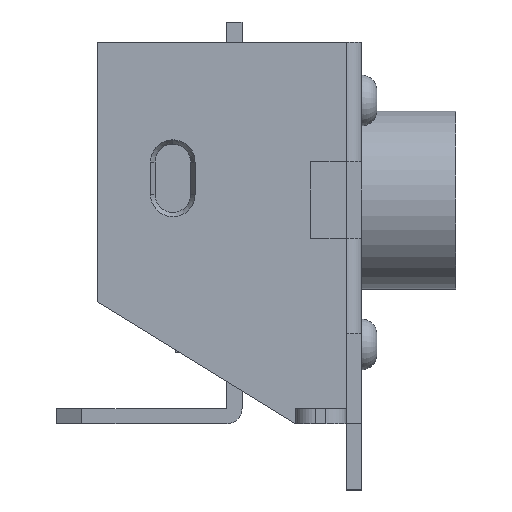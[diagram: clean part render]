
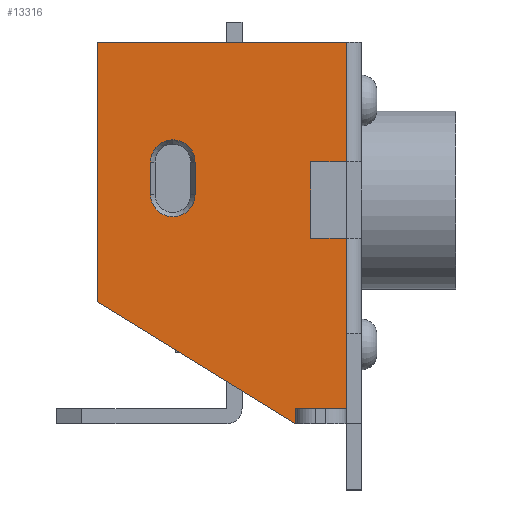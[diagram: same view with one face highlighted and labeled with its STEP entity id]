
A CAD part, left-side view. The second image highlights one B-rep face of the part: STEP entity #13316.
In plain terms, the highlighted planar face has unit normal (-1, 0, 0).
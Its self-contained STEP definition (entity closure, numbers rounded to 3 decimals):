
#196 = DIRECTION ( 'NONE',  ( 0., -0.852, -0.524 ) ) ;
#408 = VECTOR ( 'NONE', #3527, 1000. ) ;
#730 = CARTESIAN_POINT ( 'NONE',  ( -3.55, -0.675, -7.4 ) ) ;
#769 = DIRECTION ( 'NONE',  ( 0., 0., 1. ) ) ;
#903 = VERTEX_POINT ( 'NONE', #3169 ) ;
#1137 = LINE ( 'NONE', #17932, #10449 ) ;
#1202 = DIRECTION ( 'NONE',  ( 1., 0., 0. ) ) ;
#1530 = ORIENTED_EDGE ( 'NONE', *, *, #2439, .F. ) ;
#1563 = ORIENTED_EDGE ( 'NONE', *, *, #2681, .T. ) ;
#1758 = CARTESIAN_POINT ( 'NONE',  ( -3.55, 2.171, -2.893 ) ) ;
#1956 = LINE ( 'NONE', #1758, #3996 ) ;
#1960 = CARTESIAN_POINT ( 'NONE',  ( -3.55, 3.225, -5. ) ) ;
#2046 = CARTESIAN_POINT ( 'NONE',  ( -3.55, 3.225, 0.1 ) ) ;
#2112 = DIRECTION ( 'NONE',  ( 0., 0., 1. ) ) ;
#2439 = EDGE_CURVE ( 'NONE', #4618, #3291, #16962, .T. ) ;
#2681 = EDGE_CURVE ( 'NONE', #7602, #3463, #1137, .T. ) ;
#2969 = DIRECTION ( 'NONE',  ( 0., 1., 0. ) ) ;
#3137 = VERTEX_POINT ( 'NONE', #4218 ) ;
#3168 = EDGE_CURVE ( 'NONE', #19169, #7280, #15341, .T. ) ;
#3169 = CARTESIAN_POINT ( 'NONE',  ( -3.55, -0.675, -7.4 ) ) ;
#3178 = CARTESIAN_POINT ( 'NONE',  ( -3.55, -1.675, 0.1 ) ) ;
#3226 = DIRECTION ( 'NONE',  ( 0., 0., -1. ) ) ;
#3291 = VERTEX_POINT ( 'NONE', #17239 ) ;
#3298 = CARTESIAN_POINT ( 'NONE',  ( -3.55, -0.975, -2.25 ) ) ;
#3463 = VERTEX_POINT ( 'NONE', #17034 ) ;
#3527 = DIRECTION ( 'NONE',  ( 0., -1., 0. ) ) ;
#3534 = VERTEX_POINT ( 'NONE', #11197 ) ;
#3600 = VERTEX_POINT ( 'NONE', #14400 ) ;
#3688 = LINE ( 'NONE', #730, #12685 ) ;
#3996 = VECTOR ( 'NONE', #3226, 1000. ) ;
#4031 = EDGE_CURVE ( 'NONE', #17582, #7602, #6056, .T. ) ;
#4062 = DIRECTION ( 'NONE',  ( -1., 0., 0. ) ) ;
#4084 = VECTOR ( 'NONE', #18526, 1000. ) ;
#4218 = CARTESIAN_POINT ( 'NONE',  ( -3.55, -1.675, -3.75 ) ) ;
#4261 = CARTESIAN_POINT ( 'NONE',  ( -3.55, -1.975, 0.1 ) ) ;
#4277 = EDGE_CURVE ( 'NONE', #7280, #17582, #5439, .T. ) ;
#4356 = FACE_BOUND ( 'NONE', #18450, .T. ) ;
#4574 = VECTOR ( 'NONE', #6597, 1000. ) ;
#4618 = VERTEX_POINT ( 'NONE', #19319 ) ;
#4811 = EDGE_CURVE ( 'NONE', #15799, #4618, #16814, .T. ) ;
#4854 = CARTESIAN_POINT ( 'NONE',  ( -3.55, -0.675, -7.1 ) ) ;
#5045 = ORIENTED_EDGE ( 'NONE', *, *, #16021, .F. ) ;
#5439 = LINE ( 'NONE', #19365, #18682 ) ;
#5634 = EDGE_CURVE ( 'NONE', #3137, #9905, #16946, .T. ) ;
#6003 = AXIS2_PLACEMENT_3D ( 'NONE', #13895, #10888, #12104 ) ;
#6056 = LINE ( 'NONE', #19676, #8739 ) ;
#6109 = CARTESIAN_POINT ( 'NONE',  ( -3.55, 2.171, -2.253 ) ) ;
#6312 = CIRCLE ( 'NONE', #6003, 0.436 ) ;
#6397 = CARTESIAN_POINT ( 'NONE',  ( -3.55, -1.975, -3.75 ) ) ;
#6597 = DIRECTION ( 'NONE',  ( 0., 1., 0. ) ) ;
#6658 = CARTESIAN_POINT ( 'NONE',  ( -3.55, 1.735, -2.893 ) ) ;
#6668 = VERTEX_POINT ( 'NONE', #6109 ) ;
#6708 = AXIS2_PLACEMENT_3D ( 'NONE', #11695, #4062, #16713 ) ;
#6881 = CARTESIAN_POINT ( 'NONE',  ( -3.55, -1.675, 0.1 ) ) ;
#6885 = ORIENTED_EDGE ( 'NONE', *, *, #17090, .T. ) ;
#7256 = DIRECTION ( 'NONE',  ( 0., 0., -1. ) ) ;
#7280 = VERTEX_POINT ( 'NONE', #14569 ) ;
#7540 = FACE_OUTER_BOUND ( 'NONE', #17666, .T. ) ;
#7602 = VERTEX_POINT ( 'NONE', #2046 ) ;
#7757 = EDGE_CURVE ( 'NONE', #16491, #3137, #9459, .T. ) ;
#8230 = ORIENTED_EDGE ( 'NONE', *, *, #19612, .T. ) ;
#8739 = VECTOR ( 'NONE', #2969, 1000. ) ;
#9215 = EDGE_CURVE ( 'NONE', #6668, #15799, #1956, .T. ) ;
#9230 = LINE ( 'NONE', #9535, #10953 ) ;
#9459 = LINE ( 'NONE', #3178, #14352 ) ;
#9535 = CARTESIAN_POINT ( 'NONE',  ( -3.55, -1.675, 0.1 ) ) ;
#9905 = VERTEX_POINT ( 'NONE', #10224 ) ;
#10224 = CARTESIAN_POINT ( 'NONE',  ( -3.55, -0.975, -3.75 ) ) ;
#10308 = ORIENTED_EDGE ( 'NONE', *, *, #10377, .T. ) ;
#10334 = ORIENTED_EDGE ( 'NONE', *, *, #7757, .T. ) ;
#10356 = PLANE ( 'NONE',  #18488 ) ;
#10377 = EDGE_CURVE ( 'NONE', #903, #12618, #3688, .T. ) ;
#10449 = VECTOR ( 'NONE', #11919, 1000. ) ;
#10600 = EDGE_CURVE ( 'NONE', #3291, #3600, #6312, .T. ) ;
#10716 = LINE ( 'NONE', #13918, #4084 ) ;
#10888 = DIRECTION ( 'NONE',  ( -1., 0., 0. ) ) ;
#10953 = VECTOR ( 'NONE', #17093, 1000. ) ;
#10961 = ORIENTED_EDGE ( 'NONE', *, *, #4811, .F. ) ;
#11018 = DIRECTION ( 'NONE',  ( 0., 0., 1. ) ) ;
#11021 = DIRECTION ( 'NONE',  ( 0., -1., 0. ) ) ;
#11093 = DIRECTION ( 'NONE',  ( 0., 0., 1. ) ) ;
#11197 = CARTESIAN_POINT ( 'NONE',  ( -3.55, -1.675, -7.1 ) ) ;
#11523 = CARTESIAN_POINT ( 'NONE',  ( -3.55, 2.171, -2.893 ) ) ;
#11695 = CARTESIAN_POINT ( 'NONE',  ( -3.55, 1.735, -2.253 ) ) ;
#11919 = DIRECTION ( 'NONE',  ( 0., 0., -1. ) ) ;
#11994 = AXIS2_PLACEMENT_3D ( 'NONE', #6658, #15896, #18790 ) ;
#12103 = ORIENTED_EDGE ( 'NONE', *, *, #5634, .T. ) ;
#12104 = DIRECTION ( 'NONE',  ( 0., 0., 1. ) ) ;
#12388 = CARTESIAN_POINT ( 'NONE',  ( -3.55, -1.675, -5.627 ) ) ;
#12618 = VERTEX_POINT ( 'NONE', #4854 ) ;
#12685 = VECTOR ( 'NONE', #2112, 1000. ) ;
#12941 = ORIENTED_EDGE ( 'NONE', *, *, #18589, .T. ) ;
#13095 = CIRCLE ( 'NONE', #6708, 0.436 ) ;
#13316 = ADVANCED_FACE ( 'NONE', ( #4356, #7540 ), #10356, .F. ) ;
#13895 = CARTESIAN_POINT ( 'NONE',  ( -3.55, 1.735, -2.253 ) ) ;
#13918 = CARTESIAN_POINT ( 'NONE',  ( -3.55, -0.975, 0.1 ) ) ;
#14352 = VECTOR ( 'NONE', #11093, 1000. ) ;
#14400 = CARTESIAN_POINT ( 'NONE',  ( -3.55, 1.735, -1.816 ) ) ;
#14555 = LINE ( 'NONE', #17468, #408 ) ;
#14569 = CARTESIAN_POINT ( 'NONE',  ( -3.55, -1.675, -2.25 ) ) ;
#14720 = EDGE_CURVE ( 'NONE', #19169, #9905, #10716, .T. ) ;
#15340 = CARTESIAN_POINT ( 'NONE',  ( -3.55, 1.298, -2.893 ) ) ;
#15341 = LINE ( 'NONE', #16771, #16122 ) ;
#15799 = VERTEX_POINT ( 'NONE', #11523 ) ;
#15896 = DIRECTION ( 'NONE',  ( -1., 0., 0. ) ) ;
#16021 = EDGE_CURVE ( 'NONE', #3600, #6668, #13095, .T. ) ;
#16122 = VECTOR ( 'NONE', #11021, 1000. ) ;
#16287 = ORIENTED_EDGE ( 'NONE', *, *, #4031, .T. ) ;
#16491 = VERTEX_POINT ( 'NONE', #12388 ) ;
#16713 = DIRECTION ( 'NONE',  ( 0., 0., 1. ) ) ;
#16765 = ORIENTED_EDGE ( 'NONE', *, *, #4277, .T. ) ;
#16771 = CARTESIAN_POINT ( 'NONE',  ( -3.55, -1.975, -2.25 ) ) ;
#16814 = CIRCLE ( 'NONE', #11994, 0.436 ) ;
#16877 = ORIENTED_EDGE ( 'NONE', *, *, #14720, .F. ) ;
#16924 = VECTOR ( 'NONE', #11018, 1000. ) ;
#16946 = LINE ( 'NONE', #6397, #4574 ) ;
#16962 = LINE ( 'NONE', #15340, #16924 ) ;
#17034 = CARTESIAN_POINT ( 'NONE',  ( -3.55, 3.225, -5. ) ) ;
#17090 = EDGE_CURVE ( 'NONE', #12618, #3534, #14555, .T. ) ;
#17093 = DIRECTION ( 'NONE',  ( 0., 0., 1. ) ) ;
#17175 = LINE ( 'NONE', #1960, #19608 ) ;
#17239 = CARTESIAN_POINT ( 'NONE',  ( -3.55, 1.298, -2.253 ) ) ;
#17252 = ORIENTED_EDGE ( 'NONE', *, *, #10600, .F. ) ;
#17468 = CARTESIAN_POINT ( 'NONE',  ( -3.55, -0.675, -7.1 ) ) ;
#17582 = VERTEX_POINT ( 'NONE', #6881 ) ;
#17666 = EDGE_LOOP ( 'NONE', ( #10308, #6885, #12941, #10334, #12103, #16877, #18704, #16765, #16287, #1563, #8230 ) ) ;
#17905 = ORIENTED_EDGE ( 'NONE', *, *, #9215, .F. ) ;
#17932 = CARTESIAN_POINT ( 'NONE',  ( -3.55, 3.225, 0.1 ) ) ;
#18450 = EDGE_LOOP ( 'NONE', ( #1530, #10961, #17905, #5045, #17252 ) ) ;
#18488 = AXIS2_PLACEMENT_3D ( 'NONE', #4261, #1202, #7256 ) ;
#18526 = DIRECTION ( 'NONE',  ( 0., 0., -1. ) ) ;
#18589 = EDGE_CURVE ( 'NONE', #3534, #16491, #9230, .T. ) ;
#18682 = VECTOR ( 'NONE', #769, 1000. ) ;
#18704 = ORIENTED_EDGE ( 'NONE', *, *, #3168, .T. ) ;
#18790 = DIRECTION ( 'NONE',  ( 0., 0., 1. ) ) ;
#19169 = VERTEX_POINT ( 'NONE', #3298 ) ;
#19319 = CARTESIAN_POINT ( 'NONE',  ( -3.55, 1.298, -2.893 ) ) ;
#19365 = CARTESIAN_POINT ( 'NONE',  ( -3.55, -1.675, 0.1 ) ) ;
#19608 = VECTOR ( 'NONE', #196, 1000. ) ;
#19612 = EDGE_CURVE ( 'NONE', #3463, #903, #17175, .T. ) ;
#19676 = CARTESIAN_POINT ( 'NONE',  ( -3.55, -1.975, 0.1 ) ) ;
